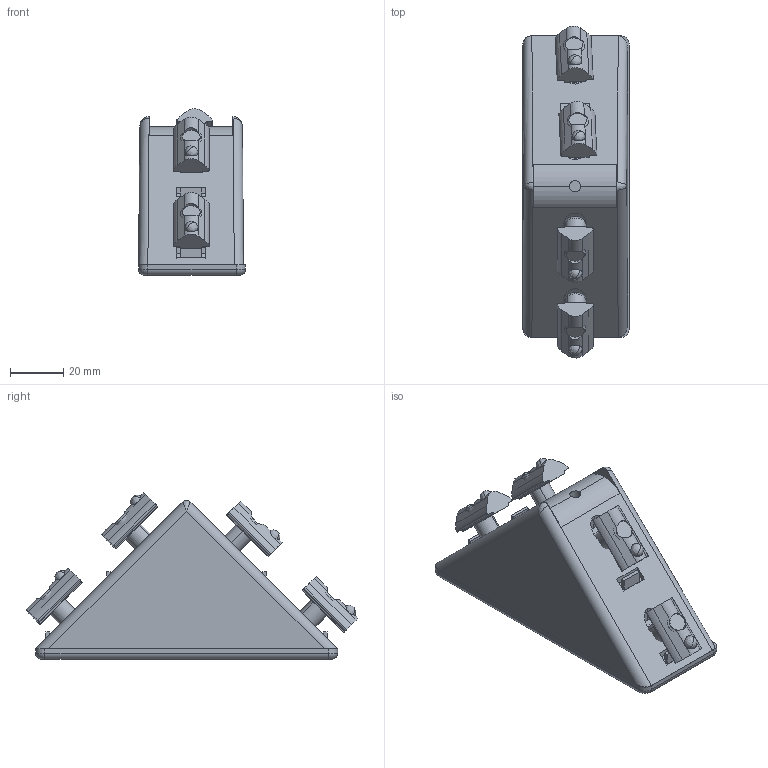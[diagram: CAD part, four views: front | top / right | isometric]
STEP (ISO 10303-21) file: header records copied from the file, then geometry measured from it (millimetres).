
FILE_DESCRIPTION (( 'STEP AP214' ), '1' );
FILE_NAME ('2511.008.001.STEP', '2024-11-04T09:59:51', ( '' ), ( '' ), 'SwSTEP 2.0', 'SolidWorks 2024', '' );
FILE_SCHEMA (( 'AUTOMOTIVE_DESIGN' ));
Length unit declared in the file: millimetre
Products named in the file (5): ISO 7380 - M8 x 16 - 16N_ISO 7380 - M8 x 16 - 16N; SV2102V T-Nut M8 ball type push-in_7000-00256; 40x80 angle part-2511.008.001_Part13; 2511.008.001; 7003-00285_7003-00285
Assembly tree (10 placements, depth 2):
  2511.008.001
    40x80 angle part-2511.008.001_Part13
    SV2102V T-Nut M8 ball type push-in_7000-00256  x4
    ISO 7380 - M8 x 16 - 16N_ISO 7380 - M8 x 16 - 16N  x4
    7003-00285_7003-00285
Bounding box: 40 x 124.24 x 62.28 mm (x, y, z)
Volume: 59307.4 mm3; surface area: 44925.3 mm2
Topology: 18 solids, 18 shells, 655 faces, 1577 edges, 966 vertices
Faces by surface type: plane 255, cylinder 238, cone 64, bspline 56, sphere 24, torus 18
Entity records: 17660 total; most frequent: CARTESIAN_POINT 6869, ORIENTED_EDGE 2244, DIRECTION 2172, EDGE_CURVE 1122, AXIS2_PLACEMENT_3D 782, VERTEX_POINT 693, LINE 608, VECTOR 608
